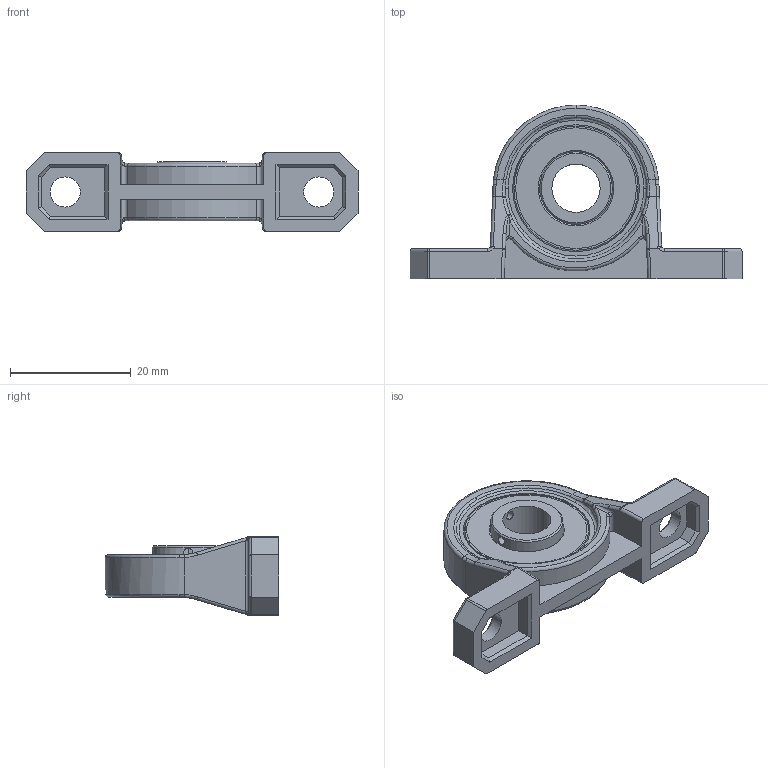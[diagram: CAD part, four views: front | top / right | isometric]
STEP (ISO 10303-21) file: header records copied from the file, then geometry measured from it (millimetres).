
FILE_DESCRIPTION (( 'STEP AP214' ), '1' );
FILE_NAME ('Power Screw Bearing Part - KP08 SUPPORT BEARING-Edited.STEP', '2022-07-13T14:36:15', ( '' ), ( '' ), 'SwSTEP 2.0', 'SolidWorks 2020', '' );
FILE_SCHEMA (( 'AUTOMOTIVE_DESIGN' ));
Length unit declared in the file: millimetre
Products named in the file (1): Power Screw Bearing Part - KP08 SUPPORT BEARING-Edited
Bounding box: 55 x 28.75 x 13 mm (x, y, z)
Volume: 5590.8 mm3; surface area: 5723.2 mm2
Topology: 4 solids, 4 shells, 218 faces, 530 edges, 308 vertices
Faces by surface type: cylinder 69, plane 63, bspline 42, torus 20, cone 12, sphere 12
Entity records: 7293 total; most frequent: CARTESIAN_POINT 2507, ORIENTED_EDGE 1036, DIRECTION 942, EDGE_CURVE 518, AXIS2_PLACEMENT_3D 367, VERTEX_POINT 308, EDGE_LOOP 234, FACE_OUTER_BOUND 218
